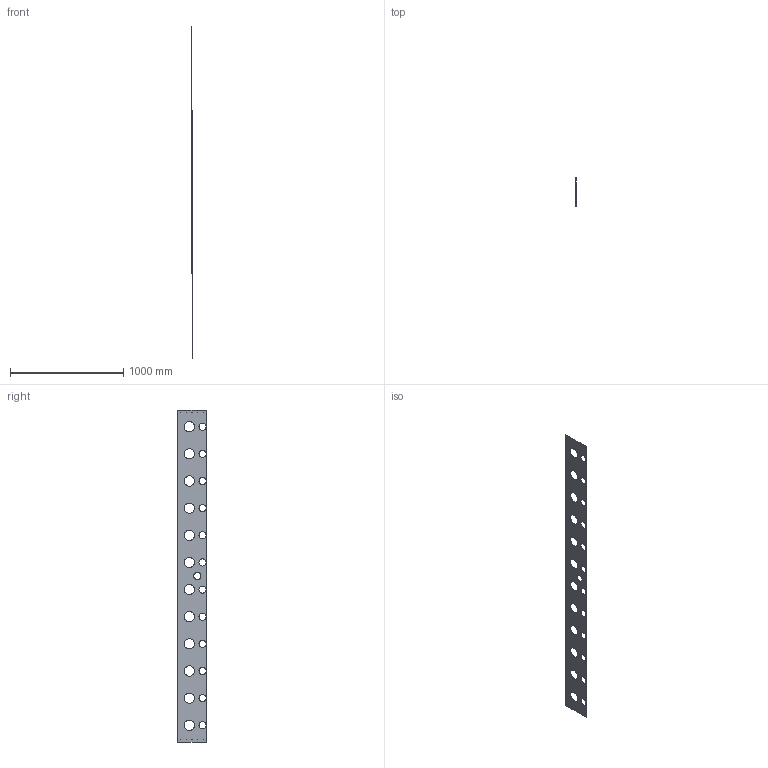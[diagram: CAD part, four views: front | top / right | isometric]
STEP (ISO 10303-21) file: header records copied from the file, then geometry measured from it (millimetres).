
FILE_DESCRIPTION(/* description */ (''),/* implementation_level */ '2;1');
FILE_NAME(/* name */ 'ringOuterFlat.stp',/* time_stamp */ '2015-01-30T11:44:59-08:00',/* author */ ('Dave'),/* organization */ (''),/* preprocessor_version */ 'ST-DEVELOPER v15.2',/* originating_system */ 'Autodesk Inventor 2014',/* authorisation */ '');
FILE_SCHEMA (('AUTOMOTIVE_DESIGN { 1 0 10303 214 3 1 1 }'));
Length unit declared in the file: inch
Products named in the file (1): ringOuterFlat
Bounding box: 4.63 x 254 x 2928.52 mm (x, y, z)
Volume: 955467.3 mm3; surface area: 1272782.2 mm2
Topology: 1 solids, 1 shells, 41 faces, 152 edges, 113 vertices
Faces by surface type: cylinder 35, plane 6
Full cylindrical faces by diameter (mm): 2 x10, 63 x13, 90 x12
Entity records: 1373 total; most frequent: DIRECTION 234, CARTESIAN_POINT 208, ORIENTED_EDGE 164, EDGE_LOOP 146, AXIS2_PLACEMENT_3D 112, FACE_BOUND 107, EDGE_CURVE 82, VERTEX_POINT 78
